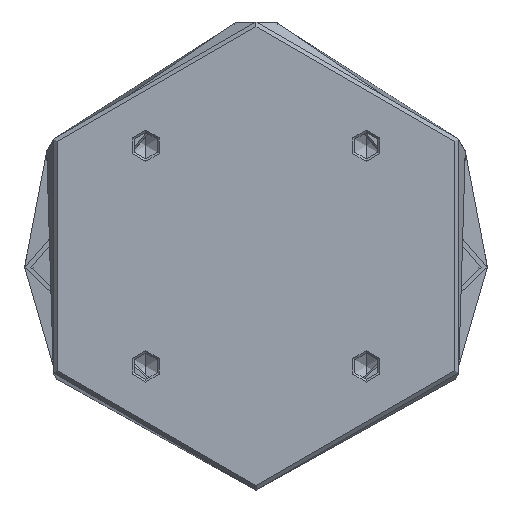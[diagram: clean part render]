
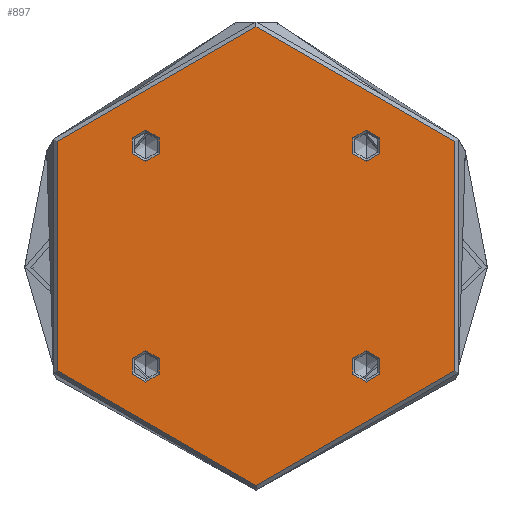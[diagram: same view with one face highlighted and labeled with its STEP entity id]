
A CAD part, front view. The second image highlights one B-rep face of the part: STEP entity #897.
In plain terms, the highlighted face is planar.
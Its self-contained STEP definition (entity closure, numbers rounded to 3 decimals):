
#16 = AXIS2_PLACEMENT_3D ( 'NONE', #5478, #2286, #6005 ) ;
#58 = CARTESIAN_POINT ( 'NONE',  ( -30.33, -35.355, 0. ) ) ;
#182 = CIRCLE ( 'NONE', #6111, 73.5 ) ;
#285 = EDGE_LOOP ( 'NONE', ( #4365, #1425 ) ) ;
#300 = FACE_BOUND ( 'NONE', #1891, .T. ) ;
#313 = VERTEX_POINT ( 'NONE', #3258 ) ;
#572 = EDGE_LOOP ( 'NONE', ( #4671, #5253 ) ) ;
#581 = CARTESIAN_POINT ( 'NONE',  ( 35.355, -35.355, 0. ) ) ;
#598 = DIRECTION ( 'NONE',  ( 0., 0., 1. ) ) ;
#626 = CARTESIAN_POINT ( 'NONE',  ( 40.38, 35.355, 0. ) ) ;
#746 = VERTEX_POINT ( 'NONE', #6407 ) ;
#752 = EDGE_LOOP ( 'NONE', ( #6484, #3096 ) ) ;
#897 = ADVANCED_FACE ( 'NONE', ( #2924, #300, #5732, #4390, #4552 ), #3979, .F. ) ;
#1009 = CIRCLE ( 'NONE', #3153, 5.025 ) ;
#1019 = VERTEX_POINT ( 'NONE', #626 ) ;
#1283 = ORIENTED_EDGE ( 'NONE', *, *, #5637, .F. ) ;
#1425 = ORIENTED_EDGE ( 'NONE', *, *, #6087, .F. ) ;
#1751 = CARTESIAN_POINT ( 'NONE',  ( 0., 0., 0. ) ) ;
#1792 = EDGE_CURVE ( 'NONE', #3454, #4797, #4794, .T. ) ;
#1831 = CARTESIAN_POINT ( 'NONE',  ( 35.355, -35.355, 0. ) ) ;
#1891 = EDGE_LOOP ( 'NONE', ( #5336, #4396 ) ) ;
#1900 = CARTESIAN_POINT ( 'NONE',  ( 35.355, 35.355, 0. ) ) ;
#2266 = ORIENTED_EDGE ( 'NONE', *, *, #5787, .F. ) ;
#2286 = DIRECTION ( 'NONE',  ( 0., 0., 1. ) ) ;
#2302 = VERTEX_POINT ( 'NONE', #6611 ) ;
#2316 = DIRECTION ( 'NONE',  ( 1., 0., 0. ) ) ;
#2366 = CARTESIAN_POINT ( 'NONE',  ( -40.38, -35.355, 0. ) ) ;
#2380 = DIRECTION ( 'NONE',  ( 1., 0., 0. ) ) ;
#2393 = DIRECTION ( 'NONE',  ( 0., 0., 1. ) ) ;
#2446 = DIRECTION ( 'NONE',  ( 1., 0., 0. ) ) ;
#2477 = EDGE_CURVE ( 'NONE', #3140, #5267, #5155, .T. ) ;
#2490 = EDGE_CURVE ( 'NONE', #3878, #2302, #1009, .T. ) ;
#2586 = CARTESIAN_POINT ( 'NONE',  ( 30.33, 35.355, 0. ) ) ;
#2699 = CARTESIAN_POINT ( 'NONE',  ( 35.355, 35.355, 0. ) ) ;
#2714 = CARTESIAN_POINT ( 'NONE',  ( -35.355, 35.355, 0. ) ) ;
#2795 = VERTEX_POINT ( 'NONE', #2586 ) ;
#2835 = AXIS2_PLACEMENT_3D ( 'NONE', #1900, #5619, #2446 ) ;
#2924 = FACE_BOUND ( 'NONE', #285, .T. ) ;
#3096 = ORIENTED_EDGE ( 'NONE', *, *, #2490, .F. ) ;
#3140 = VERTEX_POINT ( 'NONE', #58 ) ;
#3153 = AXIS2_PLACEMENT_3D ( 'NONE', #581, #598, #3193 ) ;
#3193 = DIRECTION ( 'NONE',  ( 1., 0., 0. ) ) ;
#3258 = CARTESIAN_POINT ( 'NONE',  ( -30.33, 35.355, 0. ) ) ;
#3265 = DIRECTION ( 'NONE',  ( 1., 0., 0. ) ) ;
#3279 = DIRECTION ( 'NONE',  ( 1., 0., 0. ) ) ;
#3289 = AXIS2_PLACEMENT_3D ( 'NONE', #2714, #6427, #3279 ) ;
#3294 = AXIS2_PLACEMENT_3D ( 'NONE', #3530, #3474, #3455 ) ;
#3397 = CIRCLE ( 'NONE', #2835, 5.025 ) ;
#3438 = EDGE_CURVE ( 'NONE', #313, #746, #5068, .T. ) ;
#3454 = VERTEX_POINT ( 'NONE', #4892 ) ;
#3455 = DIRECTION ( 'NONE',  ( 1., 0., 0. ) ) ;
#3474 = DIRECTION ( 'NONE',  ( 0., 0., 1. ) ) ;
#3530 = CARTESIAN_POINT ( 'NONE',  ( -35.355, -35.355, 0. ) ) ;
#3547 = EDGE_LOOP ( 'NONE', ( #2266, #1283 ) ) ;
#3583 = EDGE_CURVE ( 'NONE', #4797, #3454, #182, .T. ) ;
#3600 = EDGE_CURVE ( 'NONE', #2302, #3878, #5794, .T. ) ;
#3654 = AXIS2_PLACEMENT_3D ( 'NONE', #3938, #4795, #4823 ) ;
#3656 = CARTESIAN_POINT ( 'NONE',  ( 73.5, 0., 0. ) ) ;
#3878 = VERTEX_POINT ( 'NONE', #5762 ) ;
#3938 = CARTESIAN_POINT ( 'NONE',  ( 0., 0., 0. ) ) ;
#3979 = PLANE ( 'NONE',  #3654 ) ;
#4168 = AXIS2_PLACEMENT_3D ( 'NONE', #2699, #6413, #3265 ) ;
#4365 = ORIENTED_EDGE ( 'NONE', *, *, #3438, .F. ) ;
#4375 = EDGE_CURVE ( 'NONE', #5267, #3140, #6303, .T. ) ;
#4390 = FACE_BOUND ( 'NONE', #3547, .T. ) ;
#4396 = ORIENTED_EDGE ( 'NONE', *, *, #4375, .F. ) ;
#4552 = FACE_OUTER_BOUND ( 'NONE', #572, .T. ) ;
#4671 = ORIENTED_EDGE ( 'NONE', *, *, #1792, .T. ) ;
#4758 = AXIS2_PLACEMENT_3D ( 'NONE', #5577, #2393, #6113 ) ;
#4762 = CIRCLE ( 'NONE', #4758, 5.025 ) ;
#4782 = CARTESIAN_POINT ( 'NONE',  ( 0., 0., 0. ) ) ;
#4794 = CIRCLE ( 'NONE', #6450, 73.5 ) ;
#4795 = DIRECTION ( 'NONE',  ( 0., 0., -1. ) ) ;
#4797 = VERTEX_POINT ( 'NONE', #3656 ) ;
#4823 = DIRECTION ( 'NONE',  ( -1., 0., 0. ) ) ;
#4834 = DIRECTION ( 'NONE',  ( 0., 0., 1. ) ) ;
#4857 = DIRECTION ( 'NONE',  ( 1., 0., 0. ) ) ;
#4892 = CARTESIAN_POINT ( 'NONE',  ( -73.5, 0., 0. ) ) ;
#5068 = CIRCLE ( 'NONE', #3289, 5.025 ) ;
#5155 = CIRCLE ( 'NONE', #3294, 5.025 ) ;
#5253 = ORIENTED_EDGE ( 'NONE', *, *, #3583, .T. ) ;
#5267 = VERTEX_POINT ( 'NONE', #2366 ) ;
#5336 = ORIENTED_EDGE ( 'NONE', *, *, #2477, .F. ) ;
#5478 = CARTESIAN_POINT ( 'NONE',  ( -35.355, -35.355, 0. ) ) ;
#5502 = DIRECTION ( 'NONE',  ( 0., 0., 1. ) ) ;
#5532 = CIRCLE ( 'NONE', #4168, 5.025 ) ;
#5565 = DIRECTION ( 'NONE',  ( 0., 0., 1. ) ) ;
#5577 = CARTESIAN_POINT ( 'NONE',  ( -35.355, 35.355, 0. ) ) ;
#5619 = DIRECTION ( 'NONE',  ( 0., 0., 1. ) ) ;
#5637 = EDGE_CURVE ( 'NONE', #2795, #1019, #3397, .T. ) ;
#5732 = FACE_BOUND ( 'NONE', #752, .T. ) ;
#5741 = AXIS2_PLACEMENT_3D ( 'NONE', #1831, #5565, #2380 ) ;
#5762 = CARTESIAN_POINT ( 'NONE',  ( 30.33, -35.355, 0. ) ) ;
#5787 = EDGE_CURVE ( 'NONE', #1019, #2795, #5532, .T. ) ;
#5794 = CIRCLE ( 'NONE', #5741, 5.025 ) ;
#6005 = DIRECTION ( 'NONE',  ( 1., 0., 0. ) ) ;
#6087 = EDGE_CURVE ( 'NONE', #746, #313, #4762, .T. ) ;
#6111 = AXIS2_PLACEMENT_3D ( 'NONE', #1751, #5502, #2316 ) ;
#6113 = DIRECTION ( 'NONE',  ( 1., 0., 0. ) ) ;
#6303 = CIRCLE ( 'NONE', #16, 5.025 ) ;
#6407 = CARTESIAN_POINT ( 'NONE',  ( -40.38, 35.355, 0. ) ) ;
#6413 = DIRECTION ( 'NONE',  ( 0., 0., 1. ) ) ;
#6427 = DIRECTION ( 'NONE',  ( 0., 0., 1. ) ) ;
#6450 = AXIS2_PLACEMENT_3D ( 'NONE', #4782, #4834, #4857 ) ;
#6484 = ORIENTED_EDGE ( 'NONE', *, *, #3600, .F. ) ;
#6611 = CARTESIAN_POINT ( 'NONE',  ( 40.38, -35.355, 0. ) ) ;
